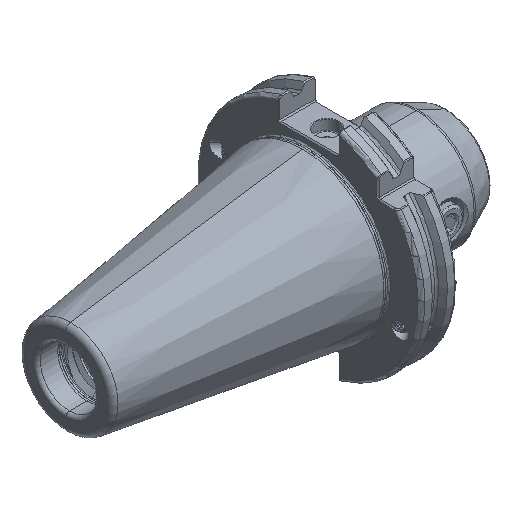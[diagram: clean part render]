
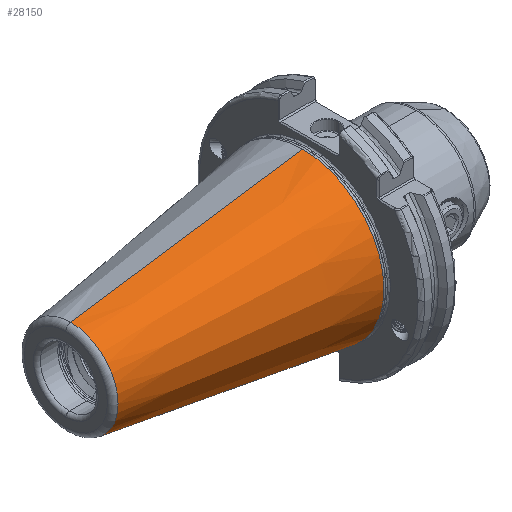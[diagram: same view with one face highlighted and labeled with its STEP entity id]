
A CAD part, isometric view. The second image highlights one B-rep face of the part: STEP entity #28150.
In plain terms, the highlighted conical face has half-angle 8.297 degrees and reference radius 35.392 mm.
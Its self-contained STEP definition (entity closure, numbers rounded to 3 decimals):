
#451 = CIRCLE ( 'NONE', #25903, 35.027 ) ;
#463 = CIRCLE ( 'NONE', #25921, 20.399 ) ;
#2053 = EDGE_CURVE ( 'NONE', #22128, #22292, #463, .T. ) ;
#2076 = EDGE_CURVE ( 'NONE', #22346, #22449, #451, .T. ) ;
#2851 = DIRECTION ( 'NONE',  ( 1., 0., 0. ) ) ;
#2861 = DIRECTION ( 'NONE',  ( 0., 0., -1. ) ) ;
#2873 = CARTESIAN_POINT ( 'NONE',  ( 0., 0., 0. ) ) ;
#10847 = EDGE_LOOP ( 'NONE', ( #23904, #23858, #23849, #23900, #23876 ) ) ;
#11950 = CARTESIAN_POINT ( 'NONE',  ( 0., 0., 35.392 ) ) ;
#11961 = DIRECTION ( 'NONE',  ( 0.99, 0., 0.144 ) ) ;
#12203 = DIRECTION ( 'NONE',  ( 0.99, 0., -0.144 ) ) ;
#12218 = CARTESIAN_POINT ( 'NONE',  ( 0., 0., -35.392 ) ) ;
#12622 = CARTESIAN_POINT ( 'NONE',  ( -2.5, 0., 0. ) ) ;
#12623 = DIRECTION ( 'NONE',  ( 0., 1., 0. ) ) ;
#12625 = DIRECTION ( 'NONE',  ( 1., 0., 0. ) ) ;
#16590 = CARTESIAN_POINT ( 'NONE',  ( -102.811, 0., 20.399 ) ) ;
#16627 = CARTESIAN_POINT ( 'NONE',  ( -102.811, 0., -20.399 ) ) ;
#16683 = CARTESIAN_POINT ( 'NONE',  ( -2.5, -35.027, 0. ) ) ;
#16717 = CARTESIAN_POINT ( 'NONE',  ( -2.5, 0., -35.027 ) ) ;
#16725 = CARTESIAN_POINT ( 'NONE',  ( -2.5, 0., 35.027 ) ) ;
#21218 = LINE ( 'NONE', #11950, #21245 ) ;
#21245 = VECTOR ( 'NONE', #11961, 1000. ) ;
#21290 = VECTOR ( 'NONE', #12203, 1000. ) ;
#21295 = LINE ( 'NONE', #12218, #21290 ) ;
#21337 = CIRCLE ( 'NONE', #25517, 35.027 ) ;
#22128 = VERTEX_POINT ( 'NONE', #16590 ) ;
#22292 = VERTEX_POINT ( 'NONE', #16627 ) ;
#22325 = VERTEX_POINT ( 'NONE', #16725 ) ;
#22346 = VERTEX_POINT ( 'NONE', #16683 ) ;
#22449 = VERTEX_POINT ( 'NONE', #16717 ) ;
#23849 = ORIENTED_EDGE ( 'NONE', *, *, #25782, .T. ) ;
#23858 = ORIENTED_EDGE ( 'NONE', *, *, #2053, .T. ) ;
#23876 = ORIENTED_EDGE ( 'NONE', *, *, #25828, .F. ) ;
#23900 = ORIENTED_EDGE ( 'NONE', *, *, #2076, .F. ) ;
#23904 = ORIENTED_EDGE ( 'NONE', *, *, #25759, .F. ) ;
#24383 = CARTESIAN_POINT ( 'NONE',  ( -102.811, 0., 0. ) ) ;
#24388 = DIRECTION ( 'NONE',  ( 1., 0., 0. ) ) ;
#24395 = DIRECTION ( 'NONE',  ( 0., 0., 1. ) ) ;
#24529 = DIRECTION ( 'NONE',  ( 1., 0., 0. ) ) ;
#24532 = CARTESIAN_POINT ( 'NONE',  ( -2.5, 0., 0. ) ) ;
#24556 = DIRECTION ( 'NONE',  ( 0., 1., 0. ) ) ;
#25517 = AXIS2_PLACEMENT_3D ( 'NONE', #12622, #12625, #12623 ) ;
#25759 = EDGE_CURVE ( 'NONE', #22128, #22325, #21218, .T. ) ;
#25782 = EDGE_CURVE ( 'NONE', #22292, #22449, #21295, .T. ) ;
#25828 = EDGE_CURVE ( 'NONE', #22325, #22346, #21337, .T. ) ;
#25903 = AXIS2_PLACEMENT_3D ( 'NONE', #24532, #24529, #24556 ) ;
#25921 = AXIS2_PLACEMENT_3D ( 'NONE', #24383, #24388, #24395 ) ;
#26168 = AXIS2_PLACEMENT_3D ( 'NONE', #2873, #2851, #2861 ) ;
#28150 = ADVANCED_FACE ( 'NONE', ( #28199 ), #28242, .T. ) ;
#28199 = FACE_OUTER_BOUND ( 'NONE', #10847, .T. ) ;
#28242 = CONICAL_SURFACE ( 'NONE', #26168, 35.392, 0.145 ) ;
